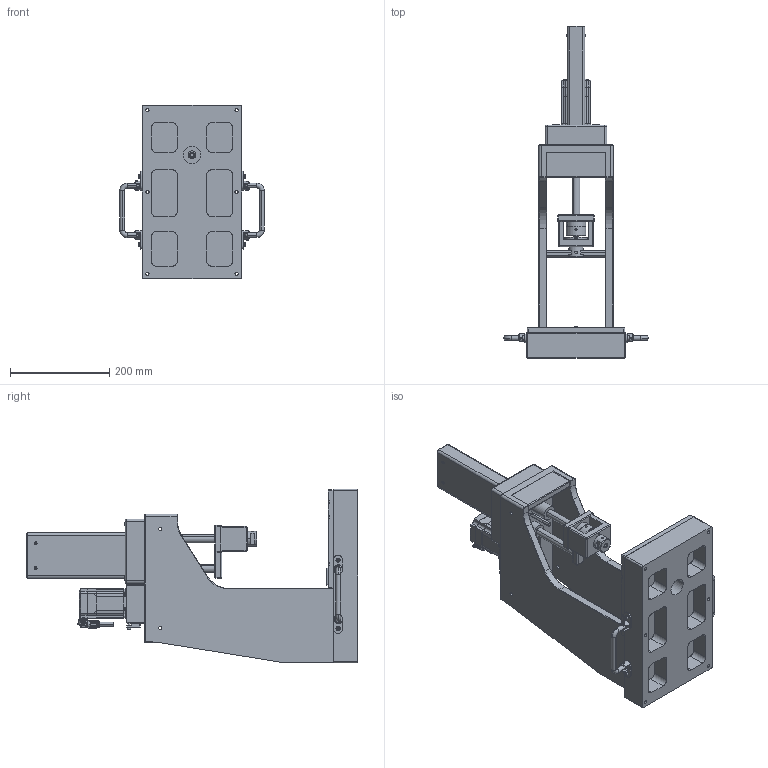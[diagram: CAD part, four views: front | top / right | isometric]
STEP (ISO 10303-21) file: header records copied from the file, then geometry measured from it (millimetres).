
FILE_DESCRIPTION (( 'STEP AP214' ), '1' );
FILE_NAME ('ダウンロード用3kNプッシュメカ.STEP', '2025-07-30T01:19:05', ( '' ), ( '' ), 'SwSTEP 2.0', 'SolidWorks 2023', '' );
FILE_SCHEMA (( 'AUTOMOTIVE_DESIGN' ));
Length unit declared in the file: millimetre
Products named in the file (9): CBE5-10; part3^UWFASNS138_Open; Part2^3kNプッシュメカ_可動部; UWFASNS138_2; UWFASNS138_11; UWFASNS138_1; Part1^3kNプッシュメカ_本体; UWFASNS138_h; ダウンロード用3kNプッシュメカ
Assembly tree (13 placements, depth 3):
  ダウンロード用3kNプッシュメカ
    Part1^3kNプッシュメカ_本体
    part3^UWFASNS138_Open  x2
      UWFASNS138_2
      UWFASNS138_11
      UWFASNS138_h
      UWFASNS138_1
    CBE5-10  x4
    Part2^3kNプッシュメカ_可動部
Bounding box: 292 x 670 x 350 mm (x, y, z)
Volume: 7831776.1 mm3; surface area: 871828.1 mm2
Topology: 16 solids, 56 shells, 2267 faces, 5826 edges, 3642 vertices
Faces by surface type: plane 1213, cylinder 742, cone 232, torus 38, sphere 26, bspline 16
Entity records: 67583 total; most frequent: CARTESIAN_POINT 15781, DIRECTION 10757, ORIENTED_EDGE 10728, EDGE_CURVE 5364, AXIS2_PLACEMENT_3D 3744, VERTEX_POINT 3411, LINE 3269, VECTOR 3269
